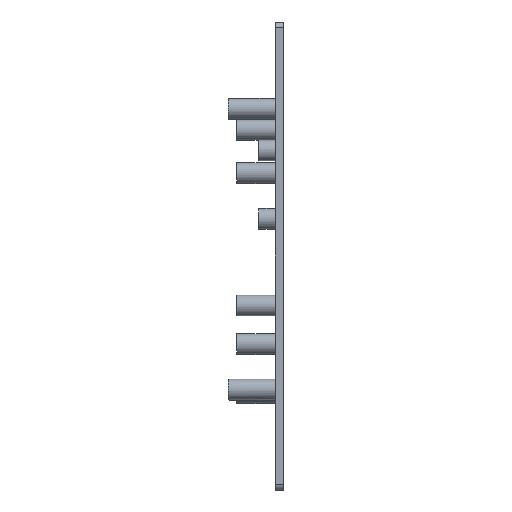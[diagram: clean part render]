
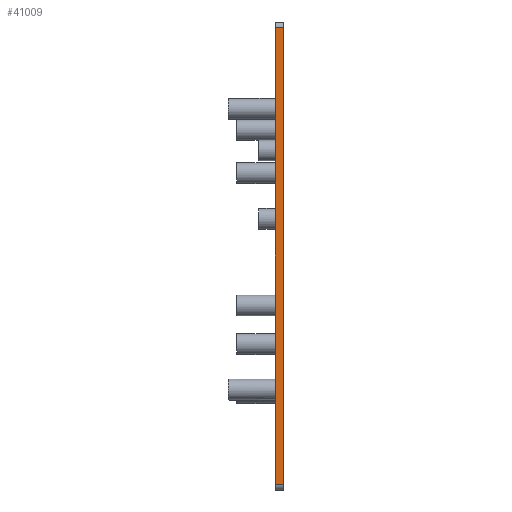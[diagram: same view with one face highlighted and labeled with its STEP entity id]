
A CAD part, left-side view. The second image highlights one B-rep face of the part: STEP entity #41009.
In plain terms, the highlighted planar face has unit normal (-1, 0, 0).
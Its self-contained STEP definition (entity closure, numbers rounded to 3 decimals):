
#6227=FACE_OUTER_BOUND('',#8739,.T.);
#8739=EDGE_LOOP('',(#27449,#27450,#27451,#27452));
#12866=LINE('',#53768,#14280);
#12917=LINE('',#53953,#14331);
#13013=LINE('',#54309,#14427);
#13014=LINE('',#54310,#14428);
#14280=VECTOR('',#46486,1000.);
#14331=VECTOR('',#46637,1000.);
#14427=VECTOR('',#47069,1000.);
#14428=VECTOR('',#47070,1000.);
#15699=VERTEX_POINT('',#53765);
#15700=VERTEX_POINT('',#53767);
#15783=VERTEX_POINT('',#53950);
#15784=VERTEX_POINT('',#53952);
#20190=EDGE_CURVE('',#15699,#15700,#12866,.T.);
#20282=EDGE_CURVE('',#15784,#15783,#12917,.T.);
#20448=EDGE_CURVE('',#15783,#15700,#13013,.T.);
#20449=EDGE_CURVE('',#15699,#15784,#13014,.T.);
#27449=ORIENTED_EDGE('',*,*,#20282,.T.);
#27450=ORIENTED_EDGE('',*,*,#20448,.T.);
#27451=ORIENTED_EDGE('',*,*,#20190,.F.);
#27452=ORIENTED_EDGE('',*,*,#20449,.T.);
#40544=PLANE('',#43758);
#41009=ADVANCED_FACE('',(#6227),#40544,.F.);
#43758=AXIS2_PLACEMENT_3D('',#54308,#47067,#47068);
#46486=DIRECTION('',(0.,0.,1.));
#46637=DIRECTION('',(0.,0.,1.));
#47067=DIRECTION('center_axis',(1.,0.,0.));
#47068=DIRECTION('ref_axis',(0.,0.,-1.));
#47069=DIRECTION('',(0.,1.,0.));
#47070=DIRECTION('',(0.,-1.,0.));
#53765=CARTESIAN_POINT('',(-115.,3.,-83.));
#53767=CARTESIAN_POINT('',(-115.,3.,83.));
#53768=CARTESIAN_POINT('',(-115.,3.,-86.5));
#53950=CARTESIAN_POINT('',(-115.,0.,83.));
#53952=CARTESIAN_POINT('',(-115.,0.,-83.));
#53953=CARTESIAN_POINT('',(-115.,0.,-86.5));
#54308=CARTESIAN_POINT('Origin',(-115.,3.,-86.5));
#54309=CARTESIAN_POINT('',(-115.,3.,83.));
#54310=CARTESIAN_POINT('',(-115.,3.,-83.));
